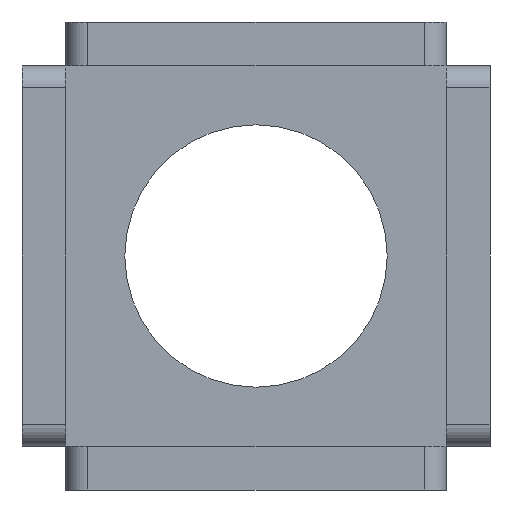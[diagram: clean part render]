
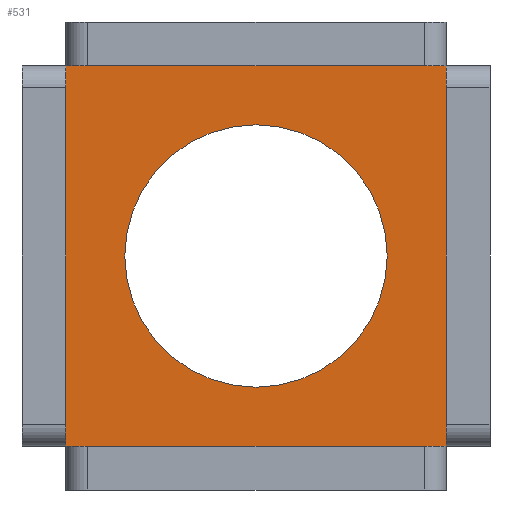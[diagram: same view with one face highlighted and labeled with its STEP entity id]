
A CAD part, front view. The second image highlights one B-rep face of the part: STEP entity #531.
In plain terms, the highlighted planar face has unit normal (0, -1, 0).
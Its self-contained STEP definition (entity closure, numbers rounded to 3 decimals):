
#2=CARTESIAN_POINT('',(0.,0.,0.));
#3=DIRECTION('',(0.,-1.,0.));
#4=DIRECTION('',(1.,0.,0.));
#5=AXIS2_PLACEMENT_3D('',#2,#3,#4);
#7=CARTESIAN_POINT('',(0.,0.,0.));
#8=DIRECTION('',(0.,-1.,0.));
#9=DIRECTION('',(-1.,0.,0.));
#10=AXIS2_PLACEMENT_3D('',#7,#8,#9);
#21=DIRECTION('',(-1.,0.,0.));
#22=VECTOR('',#21,17.4);
#23=CARTESIAN_POINT('',(8.7,0.,8.7));
#24=LINE('',#23,#22);
#246=DIRECTION('',(0.,0.,-1.));
#247=VECTOR('',#246,17.4);
#248=CARTESIAN_POINT('',(-8.7,0.,8.7));
#249=LINE('',#248,#247);
#276=DIRECTION('',(1.,0.,0.));
#277=VECTOR('',#276,17.4);
#278=CARTESIAN_POINT('',(-8.7,0.,-8.7));
#279=LINE('',#278,#277);
#370=DIRECTION('',(0.,0.,1.));
#371=VECTOR('',#370,17.4);
#372=CARTESIAN_POINT('',(8.7,0.,-8.7));
#373=LINE('',#372,#371);
#406=CARTESIAN_POINT('',(6.,0.,0.));
#407=CARTESIAN_POINT('',(-6.,0.,0.));
#408=VERTEX_POINT('',#406);
#409=VERTEX_POINT('',#407);
#422=CARTESIAN_POINT('',(8.7,0.,-8.7));
#423=CARTESIAN_POINT('',(8.7,0.,8.7));
#424=VERTEX_POINT('',#422);
#425=VERTEX_POINT('',#423);
#432=CARTESIAN_POINT('',(-8.7,0.,8.7));
#433=VERTEX_POINT('',#432);
#440=CARTESIAN_POINT('',(-8.7,0.,-8.7));
#441=VERTEX_POINT('',#440);
#510=CARTESIAN_POINT('',(0.,0.,0.));
#511=DIRECTION('',(0.,1.,0.));
#512=DIRECTION('',(1.,0.,0.));
#513=AXIS2_PLACEMENT_3D('',#510,#511,#512);
#514=PLANE('',#513);
#516=ORIENTED_EDGE('',*,*,#515,.F.);
#518=ORIENTED_EDGE('',*,*,#517,.F.);
#520=ORIENTED_EDGE('',*,*,#519,.F.);
#522=ORIENTED_EDGE('',*,*,#521,.F.);
#523=EDGE_LOOP('',(#516,#518,#520,#522));
#524=FACE_OUTER_BOUND('',#523,.F.);
#526=ORIENTED_EDGE('',*,*,#525,.T.);
#528=ORIENTED_EDGE('',*,*,#527,.T.);
#529=EDGE_LOOP('',(#526,#528));
#530=FACE_BOUND('',#529,.F.);
#531=ADVANCED_FACE('',(#524,#530),#514,.F.);
#6=CIRCLE('',#5,6.);
#11=CIRCLE('',#10,6.);
#515=EDGE_CURVE('',#425,#433,#24,.T.);
#517=EDGE_CURVE('',#424,#425,#373,.T.);
#519=EDGE_CURVE('',#441,#424,#279,.T.);
#521=EDGE_CURVE('',#433,#441,#249,.T.);
#525=EDGE_CURVE('',#408,#409,#6,.T.);
#527=EDGE_CURVE('',#409,#408,#11,.T.);
